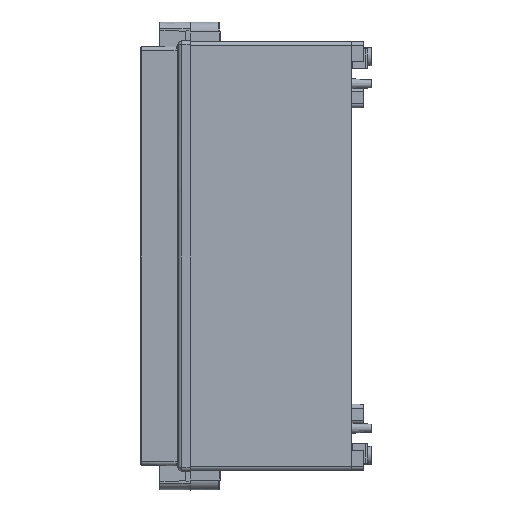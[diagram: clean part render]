
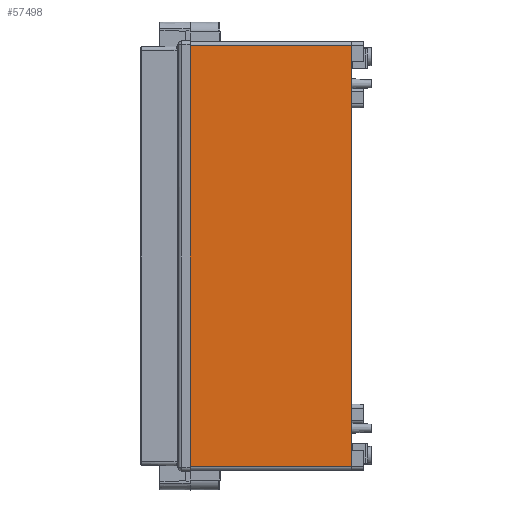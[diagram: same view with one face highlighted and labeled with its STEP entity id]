
A CAD part, left-side view. The second image highlights one B-rep face of the part: STEP entity #57498.
In plain terms, the highlighted planar face has unit normal (-1, 0, 0).
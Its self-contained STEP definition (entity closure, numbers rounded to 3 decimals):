
#761 = DIRECTION ( 'NONE',  ( 0., -1., 0. ) ) ;
#970 = DIRECTION ( 'NONE',  ( 0., 1., 0. ) ) ;
#3823 = VERTEX_POINT ( 'NONE', #29843 ) ;
#5214 = CARTESIAN_POINT ( 'NONE',  ( 1256.836, 78.644, 63.61 ) ) ;
#5479 = ORIENTED_EDGE ( 'NONE', *, *, #34283, .F. ) ;
#5497 = AXIS2_PLACEMENT_3D ( 'NONE', #20939, #25768, #59243 ) ;
#9778 = FACE_OUTER_BOUND ( 'NONE', #52417, .T. ) ;
#10017 = DIRECTION ( 'NONE',  ( 0., 0., 1. ) ) ;
#10437 = CARTESIAN_POINT ( 'NONE',  ( 1256.836, 78.644, -40.89 ) ) ;
#13501 = CARTESIAN_POINT ( 'NONE',  ( 1256.836, -1.356, 63.61 ) ) ;
#13977 = VERTEX_POINT ( 'NONE', #38964 ) ;
#15956 = PLANE ( 'NONE',  #5497 ) ;
#17562 = VECTOR ( 'NONE', #10017, 1000. ) ;
#18140 = VERTEX_POINT ( 'NONE', #10437 ) ;
#18206 = CARTESIAN_POINT ( 'NONE',  ( 1256.836, 78.644, 168.11 ) ) ;
#19598 = ORIENTED_EDGE ( 'NONE', *, *, #21770, .F. ) ;
#20547 = LINE ( 'NONE', #5214, #17562 ) ;
#20864 = LINE ( 'NONE', #13501, #33646 ) ;
#20939 = CARTESIAN_POINT ( 'NONE',  ( 1256.836, 38.644, 63.61 ) ) ;
#21770 = EDGE_CURVE ( 'NONE', #3823, #18140, #22370, .T. ) ;
#22370 = LINE ( 'NONE', #58332, #44890 ) ;
#23446 = VERTEX_POINT ( 'NONE', #18206 ) ;
#25768 = DIRECTION ( 'NONE',  ( 1., 0., 0. ) ) ;
#29488 = CARTESIAN_POINT ( 'NONE',  ( 1256.836, 38.644, 168.11 ) ) ;
#29843 = CARTESIAN_POINT ( 'NONE',  ( 1256.836, -1.356, -40.89 ) ) ;
#33169 = DIRECTION ( 'NONE',  ( 0., 0., 1. ) ) ;
#33646 = VECTOR ( 'NONE', #33169, 1000. ) ;
#34283 = EDGE_CURVE ( 'NONE', #23446, #13977, #55379, .T. ) ;
#38964 = CARTESIAN_POINT ( 'NONE',  ( 1256.836, -1.356, 168.11 ) ) ;
#40523 = ORIENTED_EDGE ( 'NONE', *, *, #54746, .F. ) ;
#42415 = ORIENTED_EDGE ( 'NONE', *, *, #50085, .T. ) ;
#42711 = VECTOR ( 'NONE', #761, 1000. ) ;
#44890 = VECTOR ( 'NONE', #970, 1000. ) ;
#50085 = EDGE_CURVE ( 'NONE', #3823, #13977, #20864, .T. ) ;
#52417 = EDGE_LOOP ( 'NONE', ( #19598, #42415, #5479, #40523 ) ) ;
#54746 = EDGE_CURVE ( 'NONE', #18140, #23446, #20547, .T. ) ;
#55379 = LINE ( 'NONE', #29488, #42711 ) ;
#57498 = ADVANCED_FACE ( 'NONE', ( #9778 ), #15956, .F. ) ;
#58332 = CARTESIAN_POINT ( 'NONE',  ( 1256.836, 38.644, -40.89 ) ) ;
#59243 = DIRECTION ( 'NONE',  ( 0., 0., -1. ) ) ;
